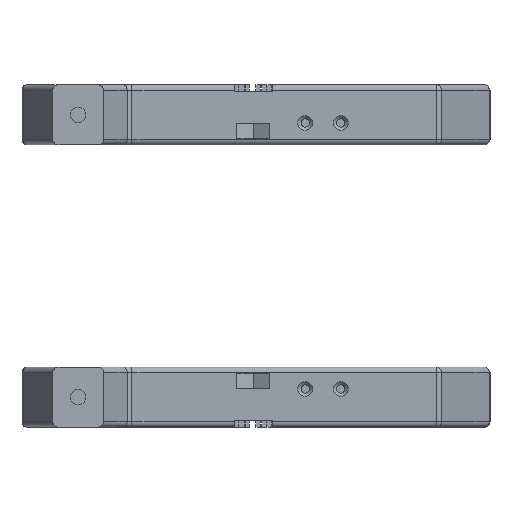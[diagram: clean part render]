
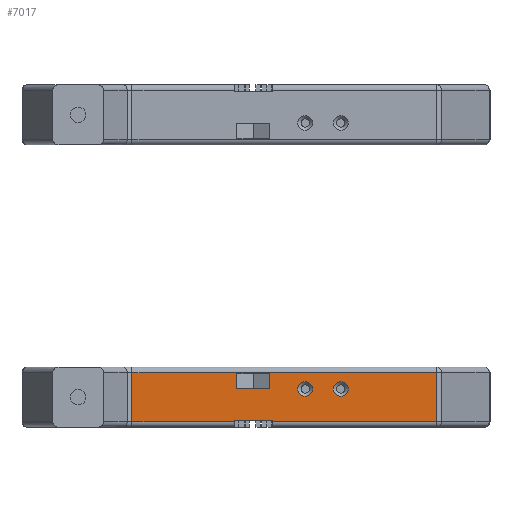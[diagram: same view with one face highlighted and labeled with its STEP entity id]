
A CAD part, front view. The second image highlights one B-rep face of the part: STEP entity #7017.
In plain terms, the highlighted planar face has unit normal (0, -1, 0).
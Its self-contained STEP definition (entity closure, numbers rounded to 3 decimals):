
#166=FACE_BOUND('',#725,.T.);
#167=FACE_BOUND('',#726,.T.);
#168=FACE_BOUND('',#727,.T.);
#287=FACE_OUTER_BOUND('',#724,.T.);
#724=EDGE_LOOP('',(#4923,#4924,#4925,#4926,#4927,#4928,#4929,#4930));
#725=EDGE_LOOP('',(#4931));
#726=EDGE_LOOP('',(#4932,#4933,#4934,#4935));
#727=EDGE_LOOP('',(#4936));
#1217=CIRCLE('',#7493,1.35);
#1218=CIRCLE('',#7494,1.35);
#1454=LINE('',#10324,#2258);
#1460=LINE('',#10355,#2264);
#1473=LINE('',#10408,#2277);
#1475=LINE('',#10411,#2279);
#1477=LINE('',#10414,#2281);
#1515=LINE('',#10499,#2319);
#1516=LINE('',#10502,#2320);
#1517=LINE('',#10503,#2321);
#1518=LINE('',#10508,#2322);
#1519=LINE('',#10510,#2323);
#1520=LINE('',#10512,#2324);
#1521=LINE('',#10513,#2325);
#2258=VECTOR('',#8197,18.662);
#2264=VECTOR('',#8231,55.668);
#2277=VECTOR('',#8298,30.006);
#2279=VECTOR('',#8302,9.);
#2281=VECTOR('',#8306,9.);
#2319=VECTOR('',#8362,0.2);
#2320=VECTOR('',#8365,7.);
#2321=VECTOR('',#8366,0.2);
#2322=VECTOR('',#8369,6.);
#2323=VECTOR('',#8370,2.8);
#2324=VECTOR('',#8371,6.);
#2325=VECTOR('',#8372,2.8);
#3057=VERTEX_POINT('',#10312);
#3061=VERTEX_POINT('',#10321);
#3066=VERTEX_POINT('',#10334);
#3071=VERTEX_POINT('',#10348);
#3075=VERTEX_POINT('',#10359);
#3086=VERTEX_POINT('',#10406);
#3124=VERTEX_POINT('',#10497);
#3125=VERTEX_POINT('',#10501);
#3126=VERTEX_POINT('',#10504);
#3127=VERTEX_POINT('',#10506);
#3128=VERTEX_POINT('',#10507);
#3129=VERTEX_POINT('',#10509);
#3130=VERTEX_POINT('',#10511);
#3131=VERTEX_POINT('',#10514);
#3737=EDGE_CURVE('',#3057,#3061,#1454,.T.);
#3752=EDGE_CURVE('',#3071,#3066,#1460,.T.);
#3780=EDGE_CURVE('',#3086,#3075,#1473,.T.);
#3782=EDGE_CURVE('',#3075,#3071,#1475,.T.);
#3784=EDGE_CURVE('',#3066,#3057,#1477,.T.);
#3827=EDGE_CURVE('',#3124,#3061,#1515,.T.);
#3828=EDGE_CURVE('',#3125,#3124,#1516,.T.);
#3829=EDGE_CURVE('',#3086,#3125,#1517,.T.);
#3830=EDGE_CURVE('',#3126,#3126,#1217,.T.);
#3831=EDGE_CURVE('',#3127,#3128,#1518,.T.);
#3832=EDGE_CURVE('',#3129,#3128,#1519,.T.);
#3833=EDGE_CURVE('',#3130,#3129,#1520,.T.);
#3834=EDGE_CURVE('',#3127,#3130,#1521,.T.);
#3835=EDGE_CURVE('',#3131,#3131,#1218,.T.);
#4923=ORIENTED_EDGE('',*,*,#3737,.T.);
#4924=ORIENTED_EDGE('',*,*,#3827,.F.);
#4925=ORIENTED_EDGE('',*,*,#3828,.F.);
#4926=ORIENTED_EDGE('',*,*,#3829,.F.);
#4927=ORIENTED_EDGE('',*,*,#3780,.T.);
#4928=ORIENTED_EDGE('',*,*,#3782,.T.);
#4929=ORIENTED_EDGE('',*,*,#3752,.T.);
#4930=ORIENTED_EDGE('',*,*,#3784,.T.);
#4931=ORIENTED_EDGE('',*,*,#3830,.T.);
#4932=ORIENTED_EDGE('',*,*,#3831,.T.);
#4933=ORIENTED_EDGE('',*,*,#3832,.F.);
#4934=ORIENTED_EDGE('',*,*,#3833,.F.);
#4935=ORIENTED_EDGE('',*,*,#3834,.F.);
#4936=ORIENTED_EDGE('',*,*,#3835,.T.);
#6684=PLANE('',#7492);
#7017=ADVANCED_FACE('',(#287,#166,#167,#168),#6684,.F.);
#7492=AXIS2_PLACEMENT_3D('',#10500,#8363,#8364);
#7493=AXIS2_PLACEMENT_3D('',#10505,#8367,#8368);
#7494=AXIS2_PLACEMENT_3D('',#10515,#8373,#8374);
#8197=DIRECTION('',(1.,0.,0.));
#8231=DIRECTION('',(-1.,0.,0.));
#8298=DIRECTION('',(1.,0.,0.));
#8302=DIRECTION('',(0.,0.,1.));
#8306=DIRECTION('',(0.,0.,-1.));
#8362=DIRECTION('',(0.,0.,-1.));
#8363=DIRECTION('center_axis',(0.,1.,0.));
#8364=DIRECTION('ref_axis',(-1.,0.,0.));
#8365=DIRECTION('',(-1.,0.,0.));
#8366=DIRECTION('',(0.,0.,1.));
#8367=DIRECTION('center_axis',(0.,1.,0.));
#8368=DIRECTION('ref_axis',(-1.,0.,0.));
#8369=DIRECTION('',(1.,0.,0.));
#8370=DIRECTION('',(0.,0.,1.));
#8371=DIRECTION('',(1.,0.,0.));
#8372=DIRECTION('',(0.,0.,-1.));
#8373=DIRECTION('center_axis',(0.,1.,0.));
#8374=DIRECTION('ref_axis',(-1.,0.,0.));
#10312=CARTESIAN_POINT('',(-47.162,-12.,-61.6));
#10321=CARTESIAN_POINT('',(-28.5,-12.,-61.6));
#10324=CARTESIAN_POINT('',(-12.5,-12.,-61.6));
#10334=CARTESIAN_POINT('',(-47.162,-12.,-52.6));
#10348=CARTESIAN_POINT('',(8.506,-12.,-52.6));
#10355=CARTESIAN_POINT('',(-12.5,-12.,-52.6));
#10359=CARTESIAN_POINT('',(8.506,-12.,-61.6));
#10406=CARTESIAN_POINT('',(-21.5,-12.,-61.6));
#10408=CARTESIAN_POINT('',(-12.5,-12.,-61.6));
#10411=CARTESIAN_POINT('',(8.506,-12.,-57.1));
#10414=CARTESIAN_POINT('',(-47.162,-12.,-62.6));
#10497=CARTESIAN_POINT('',(-28.5,-12.,-61.4));
#10499=CARTESIAN_POINT('',(-28.5,-12.,-62.6));
#10500=CARTESIAN_POINT('Origin',(0.,-12.,-62.6));
#10501=CARTESIAN_POINT('',(-21.5,-12.,-61.4));
#10502=CARTESIAN_POINT('',(-12.5,-12.,-61.4));
#10503=CARTESIAN_POINT('',(-21.5,-12.,-62.6));
#10504=CARTESIAN_POINT('',(-14.15,-12.,-55.6));
#10505=CARTESIAN_POINT('Origin',(-15.5,-12.,-55.6));
#10506=CARTESIAN_POINT('',(-28.,-12.,-52.8));
#10507=CARTESIAN_POINT('',(-22.,-12.,-52.8));
#10508=CARTESIAN_POINT('',(-22.,-12.,-52.8));
#10509=CARTESIAN_POINT('',(-22.,-12.,-55.6));
#10510=CARTESIAN_POINT('',(-22.,-12.,-59.1));
#10511=CARTESIAN_POINT('',(-28.,-12.,-55.6));
#10512=CARTESIAN_POINT('',(-12.5,-12.,-55.6));
#10513=CARTESIAN_POINT('',(-28.,-12.,-57.1));
#10514=CARTESIAN_POINT('',(-7.65,-12.,-55.6));
#10515=CARTESIAN_POINT('Origin',(-9.,-12.,-55.6));
